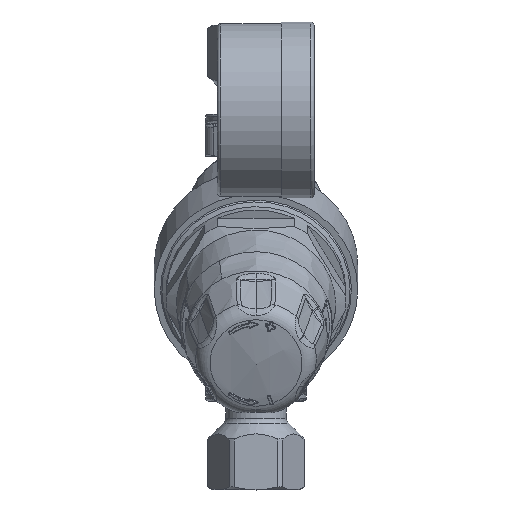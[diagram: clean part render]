
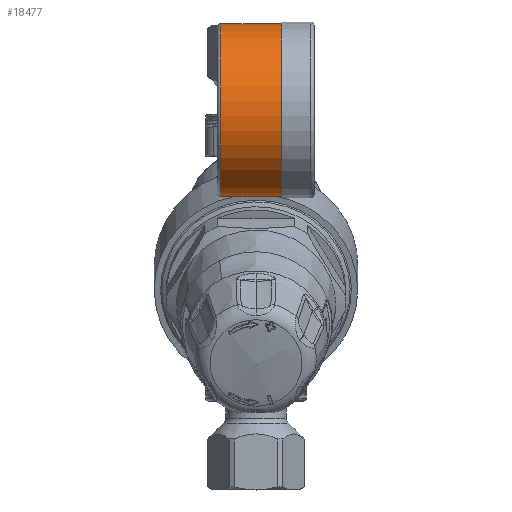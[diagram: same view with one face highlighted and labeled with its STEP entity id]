
A CAD part, top view. The second image highlights one B-rep face of the part: STEP entity #18477.
In plain terms, the highlighted cylindrical face has radius 25.5 mm (diameter 51 mm), a full revolution.
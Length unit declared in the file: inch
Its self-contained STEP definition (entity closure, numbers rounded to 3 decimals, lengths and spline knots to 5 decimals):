
#1691=FACE_BOUND('',#4354,.T.);
#2152=CYLINDRICAL_SURFACE('',#20447,1.00394);
#3231=FACE_OUTER_BOUND('',#4353,.T.);
#4353=EDGE_LOOP('',(#16163,#16164,#16165,#16166,#16167));
#4354=EDGE_LOOP('',(#16168,#16169,#16170,#16171));
#4959=LINE('',#59930,#5559);
#4967=LINE('',#59949,#5567);
#4971=LINE('',#59999,#5571);
#5559=VECTOR('',#24876,0.3937);
#5567=VECTOR('',#24894,0.3937);
#5571=VECTOR('',#24942,1.00394);
#6525=CIRCLE('',#20424,1.00394);
#6526=CIRCLE('',#20426,1.00394);
#6541=CIRCLE('',#20448,1.00394);
#6542=CIRCLE('',#20449,1.00394);
#6543=CIRCLE('',#20450,1.00394);
#8157=VERTEX_POINT('',#59928);
#8158=VERTEX_POINT('',#59929);
#8161=VERTEX_POINT('',#59937);
#8163=VERTEX_POINT('',#59943);
#8177=VERTEX_POINT('',#59994);
#8178=VERTEX_POINT('',#59995);
#8179=VERTEX_POINT('',#59998);
#10818=EDGE_CURVE('',#8157,#8158,#4959,.T.);
#10822=EDGE_CURVE('',#8161,#8157,#6525,.T.);
#10825=EDGE_CURVE('',#8158,#8163,#6526,.T.);
#10828=EDGE_CURVE('',#8163,#8161,#4967,.T.);
#10846=EDGE_CURVE('',#8177,#8178,#6541,.T.);
#10847=EDGE_CURVE('',#8178,#8177,#6542,.T.);
#10848=EDGE_CURVE('',#8178,#8179,#4971,.T.);
#10849=EDGE_CURVE('',#8179,#8179,#6543,.T.);
#16163=ORIENTED_EDGE('',*,*,#10846,.F.);
#16164=ORIENTED_EDGE('',*,*,#10847,.F.);
#16165=ORIENTED_EDGE('',*,*,#10848,.T.);
#16166=ORIENTED_EDGE('',*,*,#10849,.F.);
#16167=ORIENTED_EDGE('',*,*,#10848,.F.);
#16168=ORIENTED_EDGE('',*,*,#10822,.T.);
#16169=ORIENTED_EDGE('',*,*,#10818,.T.);
#16170=ORIENTED_EDGE('',*,*,#10825,.T.);
#16171=ORIENTED_EDGE('',*,*,#10828,.T.);
#18477=ADVANCED_FACE('',(#3231,#1691),#2152,.T.);
#20424=AXIS2_PLACEMENT_3D('',#59938,#24882,#24883);
#20426=AXIS2_PLACEMENT_3D('',#59944,#24888,#24889);
#20447=AXIS2_PLACEMENT_3D('',#59993,#24936,#24937);
#20448=AXIS2_PLACEMENT_3D('',#59996,#24938,#24939);
#20449=AXIS2_PLACEMENT_3D('',#59997,#24940,#24941);
#20450=AXIS2_PLACEMENT_3D('',#60000,#24943,#24944);
#24876=DIRECTION('',(-1.,0.,0.));
#24882=DIRECTION('center_axis',(1.,0.,0.));
#24883=DIRECTION('ref_axis',(0.,-0.961,0.276));
#24888=DIRECTION('center_axis',(-1.,0.,0.));
#24889=DIRECTION('ref_axis',(0.,-0.961,0.276));
#24894=DIRECTION('',(1.,0.,0.));
#24936=DIRECTION('center_axis',(-1.,0.,0.));
#24937=DIRECTION('ref_axis',(0.,-0.961,0.276));
#24938=DIRECTION('center_axis',(-1.,0.,0.));
#24939=DIRECTION('ref_axis',(0.,-0.961,0.276));
#24940=DIRECTION('center_axis',(-1.,0.,0.));
#24941=DIRECTION('ref_axis',(0.,-0.961,0.276));
#24942=DIRECTION('',(1.,0.,0.));
#24943=DIRECTION('center_axis',(1.,0.,0.));
#24944=DIRECTION('ref_axis',(0.,-0.961,0.276));
#59928=CARTESIAN_POINT('',(0.24498,1.33091,2.16524));
#59929=CARTESIAN_POINT('',(-0.24498,1.33091,2.16524));
#59930=CARTESIAN_POINT('',(-0.44875,1.33091,2.16524));
#59937=CARTESIAN_POINT('',(0.24498,0.85995,2.30038));
#59938=CARTESIAN_POINT('Origin',(0.24498,1.36395,3.16864));
#59943=CARTESIAN_POINT('',(-0.24498,0.85995,2.30038));
#59944=CARTESIAN_POINT('Origin',(-0.24498,1.36395,3.16864));
#59949=CARTESIAN_POINT('',(-0.44875,0.85995,2.30038));
#59993=CARTESIAN_POINT('Origin',(-0.44875,1.36395,3.16864));
#59994=CARTESIAN_POINT('',(-0.40938,0.3989,3.44536));
#59995=CARTESIAN_POINT('',(-0.40938,2.32899,2.89191));
#59996=CARTESIAN_POINT('Origin',(-0.40938,1.36395,3.16864));
#59997=CARTESIAN_POINT('Origin',(-0.40938,1.36395,3.16864));
#59998=CARTESIAN_POINT('',(0.29534,2.32899,2.89191));
#59999=CARTESIAN_POINT('',(-0.44875,2.32899,2.89191));
#60000=CARTESIAN_POINT('Origin',(0.29534,1.36395,3.16864));
